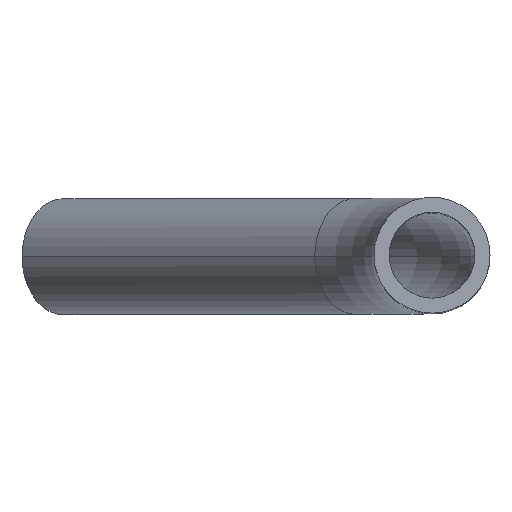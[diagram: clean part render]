
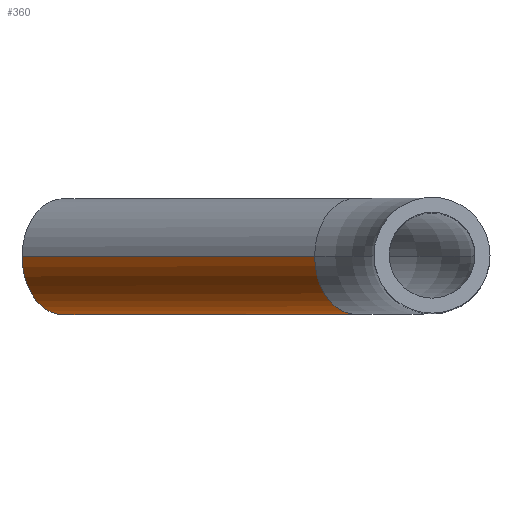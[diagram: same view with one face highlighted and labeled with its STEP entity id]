
A CAD part, top view. The second image highlights one B-rep face of the part: STEP entity #360.
In plain terms, the highlighted cylindrical face has radius 6.35 mm (diameter 12.7 mm), a partial arc.
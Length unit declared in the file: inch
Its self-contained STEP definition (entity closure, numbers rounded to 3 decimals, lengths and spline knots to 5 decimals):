
#1 = AXIS2_PLACEMENT_3D ( 'NONE', #261, #328, #142 ) ;
#19 = VERTEX_POINT ( 'NONE', #171 ) ;
#31 = CYLINDRICAL_SURFACE ( 'NONE', #1, 0.25 ) ;
#33 = EDGE_CURVE ( 'NONE', #283, #286, #77, .T. ) ;
#43 = CARTESIAN_POINT ( 'NONE',  ( -0.28952, 0., -2.23546 ) ) ;
#65 = FACE_OUTER_BOUND ( 'NONE', #358, .T. ) ;
#70 = ORIENTED_EDGE ( 'NONE', *, *, #386, .T. ) ;
#77 = LINE ( 'NONE', #264, #222 ) ;
#95 = CARTESIAN_POINT ( 'NONE',  ( 0.61941, 0., -0.61941 ) ) ;
#125 = ORIENTED_EDGE ( 'NONE', *, *, #33, .F. ) ;
#142 = DIRECTION ( 'NONE',  ( 0.707, 0., -0.707 ) ) ;
#145 = DIRECTION ( 'NONE',  ( 0.707, 0., 0.707 ) ) ;
#153 = ORIENTED_EDGE ( 'NONE', *, *, #325, .F. ) ;
#165 = AXIS2_PLACEMENT_3D ( 'NONE', #374, #181, #183 ) ;
#171 = CARTESIAN_POINT ( 'NONE',  ( 0.97297, 0., -0.97297 ) ) ;
#181 = DIRECTION ( 'NONE',  ( -0.707, 0., -0.707 ) ) ;
#183 = DIRECTION ( 'NONE',  ( -0.707, 0., 0.707 ) ) ;
#190 = EDGE_CURVE ( 'NONE', #19, #286, #257, .T. ) ;
#200 = LINE ( 'NONE', #398, #307 ) ;
#222 = VECTOR ( 'NONE', #145, 39.37008 ) ;
#232 = DIRECTION ( 'NONE',  ( -0.707, 0., -0.707 ) ) ;
#243 = ORIENTED_EDGE ( 'NONE', *, *, #190, .T. ) ;
#257 = CIRCLE ( 'NONE', #165, 0.25 ) ;
#259 = AXIS2_PLACEMENT_3D ( 'NONE', #362, #232, #391 ) ;
#261 = CARTESIAN_POINT ( 'NONE',  ( -0.4663, 0., -2.05868 ) ) ;
#264 = CARTESIAN_POINT ( 'NONE',  ( -0.64308, 0., -1.88191 ) ) ;
#274 = DIRECTION ( 'NONE',  ( 0.707, 0., 0.707 ) ) ;
#283 = VERTEX_POINT ( 'NONE', #351 ) ;
#286 = VERTEX_POINT ( 'NONE', #95 ) ;
#307 = VECTOR ( 'NONE', #274, 39.37008 ) ;
#325 = EDGE_CURVE ( 'NONE', #387, #283, #336, .T. ) ;
#328 = DIRECTION ( 'NONE',  ( 0.707, 0., 0.707 ) ) ;
#336 = CIRCLE ( 'NONE', #259, 0.25 ) ;
#351 = CARTESIAN_POINT ( 'NONE',  ( -0.64308, 0., -1.88191 ) ) ;
#358 = EDGE_LOOP ( 'NONE', ( #125, #153, #70, #243 ) ) ;
#360 = ADVANCED_FACE ( 'NONE', ( #65 ), #31, .T. ) ;
#362 = CARTESIAN_POINT ( 'NONE',  ( -0.4663, 0., -2.05868 ) ) ;
#374 = CARTESIAN_POINT ( 'NONE',  ( 0.79619, 0., -0.79619 ) ) ;
#386 = EDGE_CURVE ( 'NONE', #387, #19, #200, .T. ) ;
#387 = VERTEX_POINT ( 'NONE', #43 ) ;
#391 = DIRECTION ( 'NONE',  ( -0.707, 0., 0.707 ) ) ;
#398 = CARTESIAN_POINT ( 'NONE',  ( -0.28952, 0., -2.23546 ) ) ;
